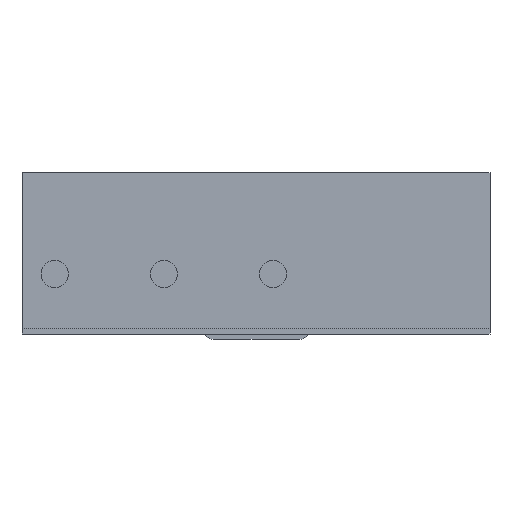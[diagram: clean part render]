
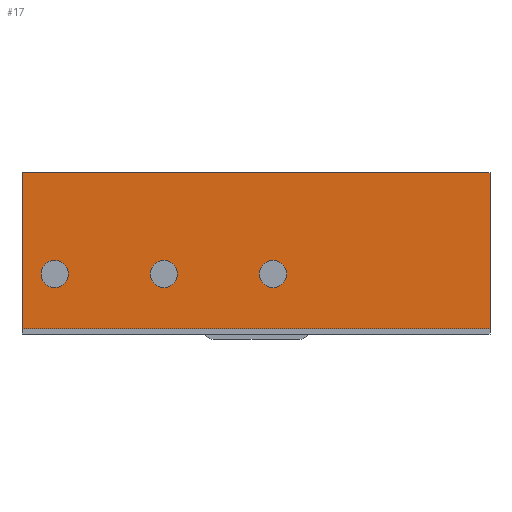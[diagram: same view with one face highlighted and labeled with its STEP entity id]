
A CAD part, left-side view. The second image highlights one B-rep face of the part: STEP entity #17.
In plain terms, the highlighted planar face has unit normal (-1, 0, 0).
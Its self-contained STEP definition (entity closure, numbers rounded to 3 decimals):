
#4 = EDGE_CURVE ( 'NONE', #165, #2032, #90, .T. ) ;
#14 = VERTEX_POINT ( 'NONE', #1369 ) ;
#17 = ADVANCED_FACE ( 'NONE', ( #644, #1733, #455, #809 ), #1171, .T. ) ;
#43 = DIRECTION ( 'NONE',  ( 0., 0., 1. ) ) ;
#57 = CARTESIAN_POINT ( 'NONE',  ( -40.8, -0.061, 0.5 ) ) ;
#69 = CIRCLE ( 'NONE', #567, 1.25 ) ;
#74 = ORIENTED_EDGE ( 'NONE', *, *, #507, .T. ) ;
#90 = LINE ( 'NONE', #2099, #1607 ) ;
#124 = DIRECTION ( 'NONE',  ( 1., 0., 0. ) ) ;
#134 = DIRECTION ( 'NONE',  ( 1., 0., 0. ) ) ;
#165 = VERTEX_POINT ( 'NONE', #2021 ) ;
#170 = DIRECTION ( 'NONE',  ( 0., 0., -1. ) ) ;
#193 = EDGE_CURVE ( 'NONE', #1068, #280, #909, .T. ) ;
#223 = DIRECTION ( 'NONE',  ( 0., 0., 1. ) ) ;
#240 = VERTEX_POINT ( 'NONE', #562 ) ;
#277 = VECTOR ( 'NONE', #1749, 1000. ) ;
#280 = VERTEX_POINT ( 'NONE', #1147 ) ;
#293 = VECTOR ( 'NONE', #43, 1000. ) ;
#294 = CARTESIAN_POINT ( 'NONE',  ( -40.8, 29.839, 5.5 ) ) ;
#317 = DIRECTION ( 'NONE',  ( 0., 0., -1. ) ) ;
#330 = CIRCLE ( 'NONE', #1603, 1.25 ) ;
#357 = EDGE_CURVE ( 'NONE', #165, #240, #812, .T. ) ;
#372 = AXIS2_PLACEMENT_3D ( 'NONE', #823, #2269, #223 ) ;
#453 = EDGE_CURVE ( 'NONE', #2106, #2095, #642, .T. ) ;
#455 = FACE_BOUND ( 'NONE', #1114, .T. ) ;
#465 = ORIENTED_EDGE ( 'NONE', *, *, #1037, .T. ) ;
#470 = LINE ( 'NONE', #1039, #277 ) ;
#471 = ORIENTED_EDGE ( 'NONE', *, *, #4, .T. ) ;
#484 = AXIS2_PLACEMENT_3D ( 'NONE', #2231, #1651, #170 ) ;
#492 = ORIENTED_EDGE ( 'NONE', *, *, #551, .T. ) ;
#507 = EDGE_CURVE ( 'NONE', #280, #1068, #330, .T. ) ;
#520 = ORIENTED_EDGE ( 'NONE', *, *, #1938, .T. ) ;
#533 = DIRECTION ( 'NONE',  ( 0., 0., 1. ) ) ;
#551 = EDGE_CURVE ( 'NONE', #2032, #1579, #667, .T. ) ;
#552 = CARTESIAN_POINT ( 'NONE',  ( -40.8, -0.061, 14.8 ) ) ;
#562 = CARTESIAN_POINT ( 'NONE',  ( -40.8, 42.839, 14.8 ) ) ;
#567 = AXIS2_PLACEMENT_3D ( 'NONE', #1945, #1053, #2349 ) ;
#574 = CARTESIAN_POINT ( 'NONE',  ( -40.8, 29.839, 4.25 ) ) ;
#610 = CARTESIAN_POINT ( 'NONE',  ( -40.8, 29.839, 6.75 ) ) ;
#642 = CIRCLE ( 'NONE', #1423, 1.25 ) ;
#644 = FACE_BOUND ( 'NONE', #787, .T. ) ;
#667 = LINE ( 'NONE', #2145, #2267 ) ;
#742 = AXIS2_PLACEMENT_3D ( 'NONE', #2365, #1996, #930 ) ;
#782 = AXIS2_PLACEMENT_3D ( 'NONE', #2355, #1961, #1927 ) ;
#787 = EDGE_LOOP ( 'NONE', ( #1750, #74 ) ) ;
#809 = FACE_OUTER_BOUND ( 'NONE', #2372, .T. ) ;
#812 = LINE ( 'NONE', #1524, #293 ) ;
#823 = CARTESIAN_POINT ( 'NONE',  ( -40.8, -0.061, 0. ) ) ;
#897 = CIRCLE ( 'NONE', #782, 1.25 ) ;
#909 = CIRCLE ( 'NONE', #484, 1.25 ) ;
#930 = DIRECTION ( 'NONE',  ( 0., 0., -1. ) ) ;
#1036 = DIRECTION ( 'NONE',  ( 0., 0., -1. ) ) ;
#1037 = EDGE_CURVE ( 'NONE', #1638, #14, #69, .T. ) ;
#1039 = CARTESIAN_POINT ( 'NONE',  ( -40.8, -0.061, 14.8 ) ) ;
#1052 = CIRCLE ( 'NONE', #742, 1.25 ) ;
#1053 = DIRECTION ( 'NONE',  ( 1., 0., 0. ) ) ;
#1068 = VERTEX_POINT ( 'NONE', #2359 ) ;
#1114 = EDGE_LOOP ( 'NONE', ( #1847, #465 ) ) ;
#1147 = CARTESIAN_POINT ( 'NONE',  ( -40.8, 39.839, 6.75 ) ) ;
#1171 = PLANE ( 'NONE',  #372 ) ;
#1369 = CARTESIAN_POINT ( 'NONE',  ( -40.8, 19.839, 4.25 ) ) ;
#1423 = AXIS2_PLACEMENT_3D ( 'NONE', #294, #124, #1036 ) ;
#1432 = CARTESIAN_POINT ( 'NONE',  ( -40.8, 39.839, 5.5 ) ) ;
#1451 = EDGE_LOOP ( 'NONE', ( #2312, #520 ) ) ;
#1475 = ORIENTED_EDGE ( 'NONE', *, *, #357, .F. ) ;
#1524 = CARTESIAN_POINT ( 'NONE',  ( -40.8, 42.839, 0.5 ) ) ;
#1579 = VERTEX_POINT ( 'NONE', #552 ) ;
#1603 = AXIS2_PLACEMENT_3D ( 'NONE', #1432, #134, #317 ) ;
#1607 = VECTOR ( 'NONE', #2283, 1000. ) ;
#1638 = VERTEX_POINT ( 'NONE', #1701 ) ;
#1651 = DIRECTION ( 'NONE',  ( 1., 0., 0. ) ) ;
#1701 = CARTESIAN_POINT ( 'NONE',  ( -40.8, 19.839, 6.75 ) ) ;
#1733 = FACE_BOUND ( 'NONE', #1451, .T. ) ;
#1749 = DIRECTION ( 'NONE',  ( 0., 1., 0. ) ) ;
#1750 = ORIENTED_EDGE ( 'NONE', *, *, #193, .T. ) ;
#1760 = EDGE_CURVE ( 'NONE', #14, #1638, #897, .T. ) ;
#1803 = EDGE_CURVE ( 'NONE', #1579, #240, #470, .T. ) ;
#1847 = ORIENTED_EDGE ( 'NONE', *, *, #1760, .T. ) ;
#1903 = ORIENTED_EDGE ( 'NONE', *, *, #1803, .T. ) ;
#1927 = DIRECTION ( 'NONE',  ( 0., 0., -1. ) ) ;
#1938 = EDGE_CURVE ( 'NONE', #2095, #2106, #1052, .T. ) ;
#1945 = CARTESIAN_POINT ( 'NONE',  ( -40.8, 19.839, 5.5 ) ) ;
#1961 = DIRECTION ( 'NONE',  ( 1., 0., 0. ) ) ;
#1996 = DIRECTION ( 'NONE',  ( 1., 0., 0. ) ) ;
#2021 = CARTESIAN_POINT ( 'NONE',  ( -40.8, 42.839, 0.5 ) ) ;
#2032 = VERTEX_POINT ( 'NONE', #57 ) ;
#2095 = VERTEX_POINT ( 'NONE', #610 ) ;
#2099 = CARTESIAN_POINT ( 'NONE',  ( -40.8, 42.839, 0.5 ) ) ;
#2106 = VERTEX_POINT ( 'NONE', #574 ) ;
#2145 = CARTESIAN_POINT ( 'NONE',  ( -40.8, -0.061, 0.5 ) ) ;
#2231 = CARTESIAN_POINT ( 'NONE',  ( -40.8, 39.839, 5.5 ) ) ;
#2267 = VECTOR ( 'NONE', #533, 1000. ) ;
#2269 = DIRECTION ( 'NONE',  ( -1., 0., 0. ) ) ;
#2283 = DIRECTION ( 'NONE',  ( 0., -1., 0. ) ) ;
#2312 = ORIENTED_EDGE ( 'NONE', *, *, #453, .T. ) ;
#2349 = DIRECTION ( 'NONE',  ( 0., 0., -1. ) ) ;
#2355 = CARTESIAN_POINT ( 'NONE',  ( -40.8, 19.839, 5.5 ) ) ;
#2359 = CARTESIAN_POINT ( 'NONE',  ( -40.8, 39.839, 4.25 ) ) ;
#2365 = CARTESIAN_POINT ( 'NONE',  ( -40.8, 29.839, 5.5 ) ) ;
#2372 = EDGE_LOOP ( 'NONE', ( #471, #492, #1903, #1475 ) ) ;
